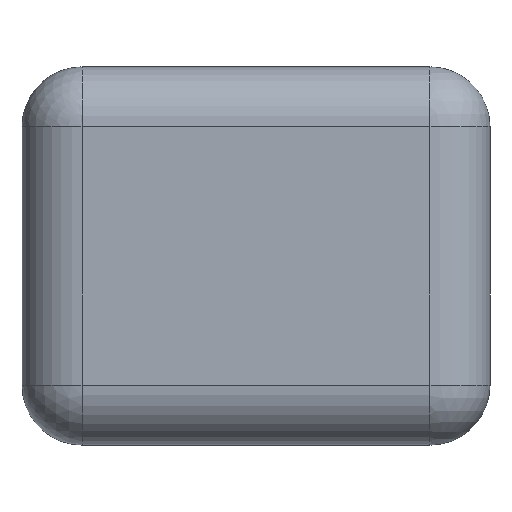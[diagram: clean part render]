
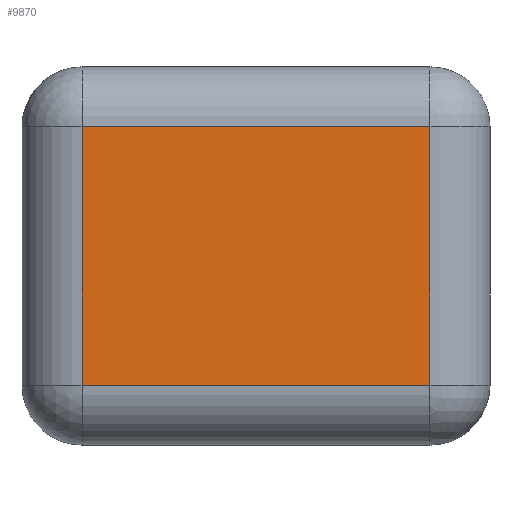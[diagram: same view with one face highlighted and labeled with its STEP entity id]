
A CAD part, front view. The second image highlights one B-rep face of the part: STEP entity #9870.
In plain terms, the highlighted planar face has unit normal (0, -1, 0).
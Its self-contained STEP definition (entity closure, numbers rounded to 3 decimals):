
#9870=ADVANCED_FACE('',(#34159),#34161,.T.);
#34159=FACE_BOUND('',#34160,.T.);
#34160=EDGE_LOOP('',(#50849,#50850,#50851,#50852));
#34161=PLANE('',#34162);
#34162=AXIS2_PLACEMENT_3D('',#34163,#34164,#34165);
#34163=CARTESIAN_POINT('',(0.,-159.368,0.));
#34164=DIRECTION('',(0.,-1.,0.));
#34165=DIRECTION('',(0.,0.,-1.));
#50849=ORIENTED_EDGE('',*,*,#55711,.T.);
#50850=ORIENTED_EDGE('',*,*,#55712,.T.);
#50851=ORIENTED_EDGE('',*,*,#55713,.T.);
#50852=ORIENTED_EDGE('',*,*,#55714,.T.);
#55711=EDGE_CURVE('',#61286,#61287,#61288,.T.);
#55712=EDGE_CURVE('',#61287,#61289,#61290,.T.);
#55713=EDGE_CURVE('',#61289,#61291,#61292,.T.);
#55714=EDGE_CURVE('',#61291,#61286,#61293,.T.);
#61286=VERTEX_POINT('',#89003);
#61287=VERTEX_POINT('',#89004);
#61288=LINE('',#89005,#89006);
#61289=VERTEX_POINT('',#89008);
#61290=LINE('',#89009,#89010);
#61291=VERTEX_POINT('',#89012);
#61292=LINE('',#89013,#89014);
#61293=LINE('',#89016,#89017);
#89003=CARTESIAN_POINT('',(231.686,-159.368,172.626));
#89004=CARTESIAN_POINT('',(-232.211,-159.368,172.626));
#89005=CARTESIAN_POINT('',(231.686,-159.368,172.626));
#89006=VECTOR('',#89007,1.);
#89007=DIRECTION('',(-1.,0.,0.));
#89008=CARTESIAN_POINT('',(-232.211,-159.368,-171.591));
#89009=CARTESIAN_POINT('',(-232.211,-159.368,172.626));
#89010=VECTOR('',#89011,1.);
#89011=DIRECTION('',(0.,0.,-1.));
#89012=CARTESIAN_POINT('',(231.686,-159.368,-171.591));
#89013=CARTESIAN_POINT('',(-232.211,-159.368,-171.591));
#89014=VECTOR('',#89015,1.);
#89015=DIRECTION('',(1.,0.,0.));
#89016=CARTESIAN_POINT('',(231.686,-159.368,-171.591));
#89017=VECTOR('',#89018,1.);
#89018=DIRECTION('',(0.,0.,1.));
